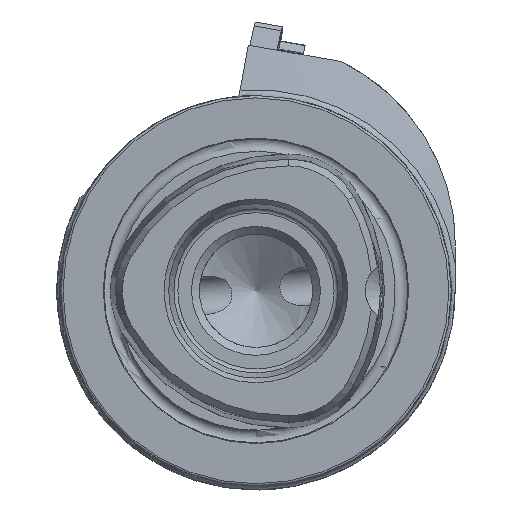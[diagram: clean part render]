
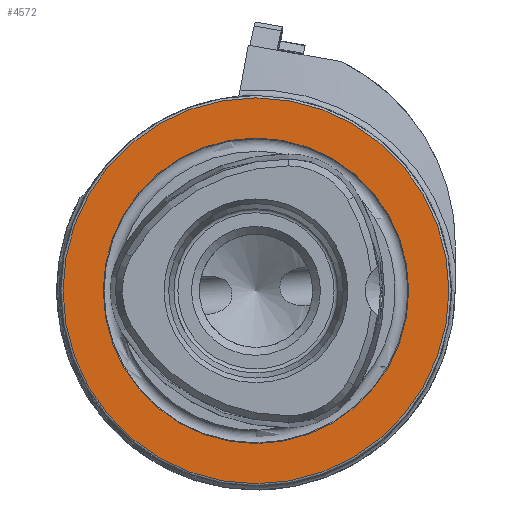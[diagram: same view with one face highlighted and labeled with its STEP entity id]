
A CAD part, left-side view. The second image highlights one B-rep face of the part: STEP entity #4572.
In plain terms, the highlighted planar face has unit normal (-1, 0, 0).
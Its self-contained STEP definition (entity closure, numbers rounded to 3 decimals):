
#298 = DIRECTION ( 'NONE',  ( 0., 0., 1. ) ) ;
#354 = CARTESIAN_POINT ( 'NONE',  ( 0., 0., 24.7 ) ) ;
#536 = VERTEX_POINT ( 'NONE', #354 ) ;
#1168 = CARTESIAN_POINT ( 'NONE',  ( 0., 0., 0. ) ) ;
#1296 = DIRECTION ( 'NONE',  ( -1., 0., 0. ) ) ;
#1948 = FACE_OUTER_BOUND ( 'NONE', #7649, .T. ) ;
#2100 = AXIS2_PLACEMENT_3D ( 'NONE', #8002, #7936, #298 ) ;
#2436 = FACE_BOUND ( 'NONE', #8757, .T. ) ;
#2459 = CIRCLE ( 'NONE', #6293, 19.55 ) ;
#2633 = EDGE_CURVE ( 'NONE', #3444, #3444, #2459, .T. ) ;
#3131 = ORIENTED_EDGE ( 'NONE', *, *, #8743, .T. ) ;
#3444 = VERTEX_POINT ( 'NONE', #4558 ) ;
#3556 = DIRECTION ( 'NONE',  ( 1., 0., 0. ) ) ;
#4198 = AXIS2_PLACEMENT_3D ( 'NONE', #5808, #3556, #9667 ) ;
#4558 = CARTESIAN_POINT ( 'NONE',  ( 0., 0., 19.55 ) ) ;
#4572 = ADVANCED_FACE ( 'NONE', ( #2436, #1948 ), #8132, .F. ) ;
#5808 = CARTESIAN_POINT ( 'NONE',  ( 0., 19.55, 0. ) ) ;
#6293 = AXIS2_PLACEMENT_3D ( 'NONE', #1168, #1296, #6508 ) ;
#6508 = DIRECTION ( 'NONE',  ( 0., 0., 1. ) ) ;
#6936 = CIRCLE ( 'NONE', #2100, 24.7 ) ;
#7649 = EDGE_LOOP ( 'NONE', ( #3131 ) ) ;
#7936 = DIRECTION ( 'NONE',  ( -1., 0., 0. ) ) ;
#8002 = CARTESIAN_POINT ( 'NONE',  ( 0., 0., 0. ) ) ;
#8132 = PLANE ( 'NONE',  #4198 ) ;
#8743 = EDGE_CURVE ( 'NONE', #536, #536, #6936, .T. ) ;
#8757 = EDGE_LOOP ( 'NONE', ( #9426 ) ) ;
#9426 = ORIENTED_EDGE ( 'NONE', *, *, #2633, .F. ) ;
#9667 = DIRECTION ( 'NONE',  ( 0., 0., -1. ) ) ;
